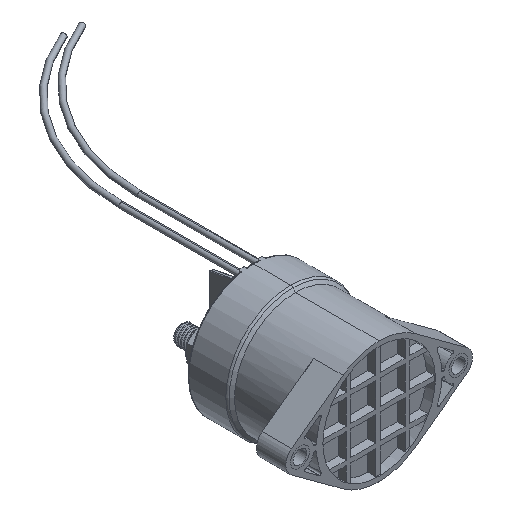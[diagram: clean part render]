
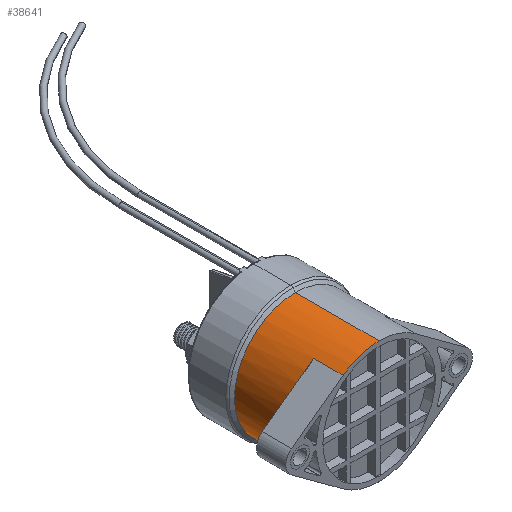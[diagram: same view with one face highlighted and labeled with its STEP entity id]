
A CAD part, isometric view. The second image highlights one B-rep face of the part: STEP entity #38641.
In plain terms, the highlighted cylindrical face has radius 26.289 mm (diameter 52.578 mm), a partial arc.
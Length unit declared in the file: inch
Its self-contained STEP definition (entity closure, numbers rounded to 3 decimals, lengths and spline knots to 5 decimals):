
#434 = CIRCLE ( 'NONE', #20816, 1.035 ) ;
#681 = CARTESIAN_POINT ( 'NONE',  ( -0.61222, -0.4747, -0.83451 ) ) ;
#879 = CIRCLE ( 'NONE', #10687, 1.035 ) ;
#928 = EDGE_LOOP ( 'NONE', ( #22410, #41460, #14258, #27838, #17525, #46007, #30761, #57122 ) ) ;
#2019 = VECTOR ( 'NONE', #57533, 39.37008 ) ;
#4610 = LINE ( 'NONE', #681, #41306 ) ;
#4866 = CARTESIAN_POINT ( 'NONE',  ( 0., -0.9747, 0. ) ) ;
#6013 = CARTESIAN_POINT ( 'NONE',  ( -0.61222, -0.4747, 0.83451 ) ) ;
#9655 = DIRECTION ( 'NONE',  ( 0., 0., -1. ) ) ;
#9658 = VERTEX_POINT ( 'NONE', #55260 ) ;
#10625 = VECTOR ( 'NONE', #39110, 39.37008 ) ;
#10687 = AXIS2_PLACEMENT_3D ( 'NONE', #4866, #38352, #9655 ) ;
#11450 = CARTESIAN_POINT ( 'NONE',  ( -0.61222, -0.9747, -0.83451 ) ) ;
#11721 = EDGE_CURVE ( 'NONE', #9658, #23802, #434, .T. ) ;
#13985 = DIRECTION ( 'NONE',  ( 0., -1., 0. ) ) ;
#14258 = ORIENTED_EDGE ( 'NONE', *, *, #45306, .T. ) ;
#15085 = DIRECTION ( 'NONE',  ( 0., -1., 0. ) ) ;
#15549 = DIRECTION ( 'NONE',  ( 0., 1., 0. ) ) ;
#16918 = VERTEX_POINT ( 'NONE', #49269 ) ;
#17525 = ORIENTED_EDGE ( 'NONE', *, *, #22545, .F. ) ;
#18399 = VERTEX_POINT ( 'NONE', #61966 ) ;
#18653 = DIRECTION ( 'NONE',  ( 0., -1., 0. ) ) ;
#18999 = DIRECTION ( 'NONE',  ( 0., -1., 0. ) ) ;
#20174 = AXIS2_PLACEMENT_3D ( 'NONE', #44269, #15549, #48999 ) ;
#20816 = AXIS2_PLACEMENT_3D ( 'NONE', #21353, #54822, #26166 ) ;
#20970 = CARTESIAN_POINT ( 'NONE',  ( 0., 0.446, -1.035 ) ) ;
#21353 = CARTESIAN_POINT ( 'NONE',  ( 0., 0.446, 0. ) ) ;
#22410 = ORIENTED_EDGE ( 'NONE', *, *, #51142, .F. ) ;
#22448 = EDGE_CURVE ( 'NONE', #37866, #16918, #879, .T. ) ;
#22545 = EDGE_CURVE ( 'NONE', #18399, #37866, #4610, .T. ) ;
#23080 = EDGE_CURVE ( 'NONE', #34166, #35803, #27409, .T. ) ;
#23802 = VERTEX_POINT ( 'NONE', #20970 ) ;
#24076 = VERTEX_POINT ( 'NONE', #56879 ) ;
#24271 = DIRECTION ( 'NONE',  ( 0., 0., -1. ) ) ;
#24462 = CYLINDRICAL_SURFACE ( 'NONE', #32664, 1.035 ) ;
#26166 = DIRECTION ( 'NONE',  ( 0., 0., -1. ) ) ;
#27409 = CIRCLE ( 'NONE', #32802, 1.035 ) ;
#27838 = ORIENTED_EDGE ( 'NONE', *, *, #22448, .F. ) ;
#28887 = CARTESIAN_POINT ( 'NONE',  ( 0., -0.8217, -1.035 ) ) ;
#30761 = ORIENTED_EDGE ( 'NONE', *, *, #32238, .T. ) ;
#32238 = EDGE_CURVE ( 'NONE', #24076, #35803, #47290, .T. ) ;
#32664 = AXIS2_PLACEMENT_3D ( 'NONE', #47848, #18999, #24271 ) ;
#32802 = AXIS2_PLACEMENT_3D ( 'NONE', #42716, #13985, #47482 ) ;
#33537 = LINE ( 'NONE', #52534, #57456 ) ;
#34166 = VERTEX_POINT ( 'NONE', #61609 ) ;
#35803 = VERTEX_POINT ( 'NONE', #50798 ) ;
#37866 = VERTEX_POINT ( 'NONE', #11450 ) ;
#38246 = EDGE_CURVE ( 'NONE', #18399, #24076, #58991, .T. ) ;
#38352 = DIRECTION ( 'NONE',  ( 0., -1., 0. ) ) ;
#38641 = ADVANCED_FACE ( 'NONE', ( #44717 ), #24462, .T. ) ;
#39110 = DIRECTION ( 'NONE',  ( 0., -1., 0. ) ) ;
#41306 = VECTOR ( 'NONE', #15085, 39.37008 ) ;
#41460 = ORIENTED_EDGE ( 'NONE', *, *, #11721, .T. ) ;
#42716 = CARTESIAN_POINT ( 'NONE',  ( 0., -0.9747, 0. ) ) ;
#44269 = CARTESIAN_POINT ( 'NONE',  ( 0., -0.4747, 0. ) ) ;
#44717 = FACE_OUTER_BOUND ( 'NONE', #928, .T. ) ;
#45306 = EDGE_CURVE ( 'NONE', #23802, #16918, #51365, .T. ) ;
#46007 = ORIENTED_EDGE ( 'NONE', *, *, #38246, .T. ) ;
#47290 = LINE ( 'NONE', #6013, #10625 ) ;
#47482 = DIRECTION ( 'NONE',  ( 0., 0., -1. ) ) ;
#47848 = CARTESIAN_POINT ( 'NONE',  ( 0., -0.8217, 0. ) ) ;
#48999 = DIRECTION ( 'NONE',  ( 0., 0., 1. ) ) ;
#49269 = CARTESIAN_POINT ( 'NONE',  ( 0., -0.9747, -1.035 ) ) ;
#50798 = CARTESIAN_POINT ( 'NONE',  ( -0.61222, -0.9747, 0.83451 ) ) ;
#51142 = EDGE_CURVE ( 'NONE', #9658, #34166, #33537, .T. ) ;
#51365 = LINE ( 'NONE', #28887, #2019 ) ;
#52534 = CARTESIAN_POINT ( 'NONE',  ( 0., -0.8217, 1.035 ) ) ;
#54822 = DIRECTION ( 'NONE',  ( 0., -1., 0. ) ) ;
#55260 = CARTESIAN_POINT ( 'NONE',  ( 0., 0.446, 1.035 ) ) ;
#56879 = CARTESIAN_POINT ( 'NONE',  ( -0.61222, -0.4747, 0.83451 ) ) ;
#57122 = ORIENTED_EDGE ( 'NONE', *, *, #23080, .F. ) ;
#57456 = VECTOR ( 'NONE', #18653, 39.37008 ) ;
#57533 = DIRECTION ( 'NONE',  ( 0., -1., 0. ) ) ;
#58991 = CIRCLE ( 'NONE', #20174, 1.035 ) ;
#61609 = CARTESIAN_POINT ( 'NONE',  ( 0., -0.9747, 1.035 ) ) ;
#61966 = CARTESIAN_POINT ( 'NONE',  ( -0.61222, -0.4747, -0.83451 ) ) ;
